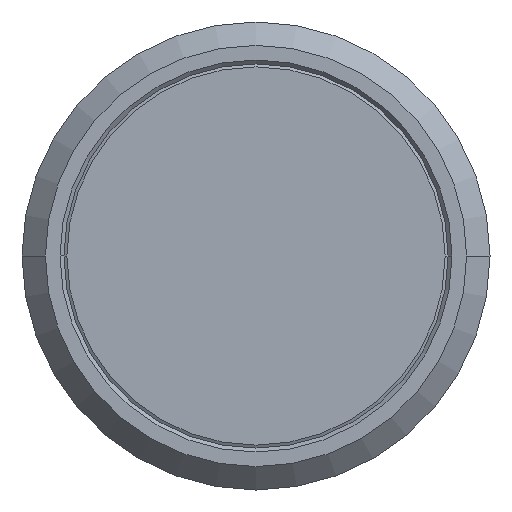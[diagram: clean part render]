
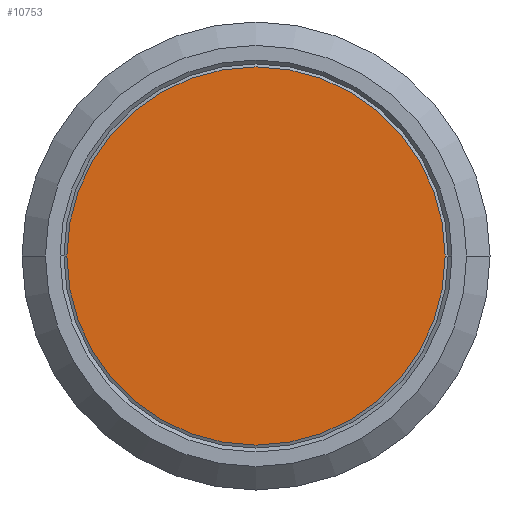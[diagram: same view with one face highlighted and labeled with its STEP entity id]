
A CAD part, front view. The second image highlights one B-rep face of the part: STEP entity #10753.
In plain terms, the highlighted planar face has unit normal (0, -1, 0).
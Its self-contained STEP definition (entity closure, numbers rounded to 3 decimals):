
#3535=CARTESIAN_POINT('',(0.,0.,0.));
#3536=DIRECTION('',(0.,1.,0.));
#3537=DIRECTION('',(-1.,0.,0.));
#3538=AXIS2_PLACEMENT_3D('',#3535,#3536,#3537);
#3540=CARTESIAN_POINT('',(0.,0.,0.));
#3541=DIRECTION('',(0.,1.,0.));
#3542=DIRECTION('',(1.,0.,0.));
#3543=AXIS2_PLACEMENT_3D('',#3540,#3541,#3542);
#4021=CARTESIAN_POINT('',(-4.85,0.,0.));
#4022=CARTESIAN_POINT('',(4.85,0.,0.));
#4023=VERTEX_POINT('',#4021);
#4024=VERTEX_POINT('',#4022);
#10744=CARTESIAN_POINT('',(0.,0.,0.));
#10745=DIRECTION('',(0.,-1.,0.));
#10746=DIRECTION('',(-1.,0.,0.));
#10747=AXIS2_PLACEMENT_3D('',#10744,#10745,#10746);
#10748=PLANE('',#10747);
#10749=ORIENTED_EDGE('',*,*,#10731,.T.);
#10750=ORIENTED_EDGE('',*,*,#10710,.T.);
#10751=EDGE_LOOP('',(#10749,#10750));
#10752=FACE_OUTER_BOUND('',#10751,.F.);
#10753=ADVANCED_FACE('',(#10752),#10748,.T.);
#3539=CIRCLE('',#3538,4.85);
#3544=CIRCLE('',#3543,4.85);
#10710=EDGE_CURVE('',#4024,#4023,#3544,.T.);
#10731=EDGE_CURVE('',#4023,#4024,#3539,.T.);
